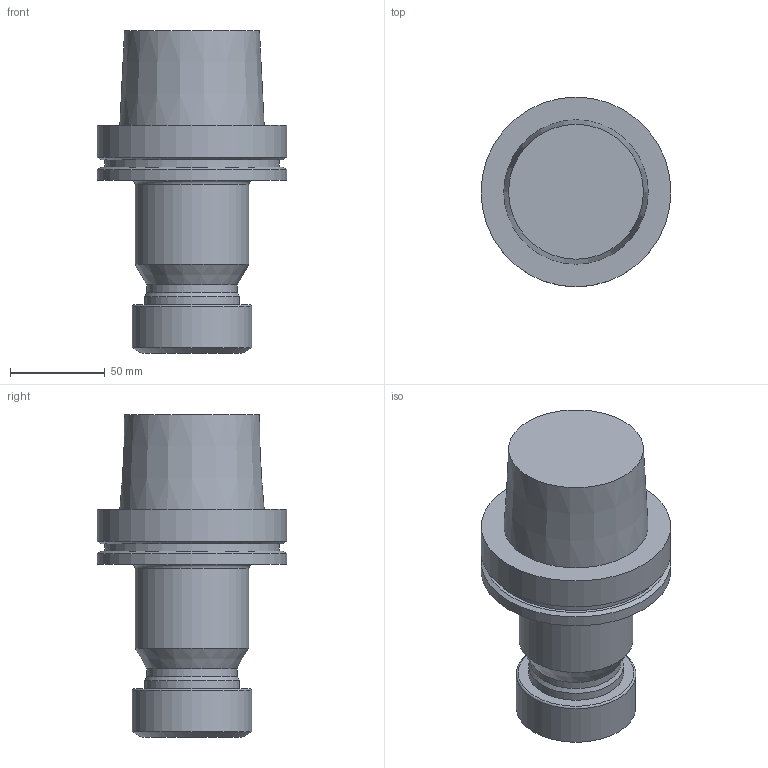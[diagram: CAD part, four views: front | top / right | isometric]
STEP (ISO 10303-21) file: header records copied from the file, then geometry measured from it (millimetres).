
FILE_DESCRIPTION(/* description */ (''),/* implementation_level */ '2;1');
FILE_NAME(/* name */ '1493021208029.stp',/* time_stamp */ '2017-04-24T10:06:55+02:00',/* author */ (''),/* organization */ ('SMS'),/* preprocessor_version */ 'ST-DEVELOPER v15',/* originating_system */ 'SIEMENS PLM Software NX 8.5',/* authorisation */ '');
FILE_SCHEMA (('AUTOMOTIVE_DESIGN { 1 0 10303 214 3 1 1 1 }'));
Length unit declared in the file: millimetre
Products named in the file (1): 392.41014-10040120A-636200719576105205-1
Bounding box: 99.93 x 99.93 x 169.85 mm (x, y, z)
Volume: 680769.1 mm3; surface area: 55324.9 mm2
Topology: 1 solids, 1 shells, 22 faces, 36 edges, 24 vertices
Faces by surface type: cylinder 7, plane 7, cone 6, torus 2
Full cylindrical faces by diameter (mm): 47.5 x1, 50 x1, 60 x1, 63 x1, 91.95 x1, 99.93 x2
Entity records: 512 total; most frequent: DIRECTION 96, CARTESIAN_POINT 72, AXIS2_PLACEMENT_3D 48, EDGE_LOOP 42, ORIENTED_EDGE 42, FACE_BOUND 40, ADVANCED_FACE 22, VERTEX_POINT 21
